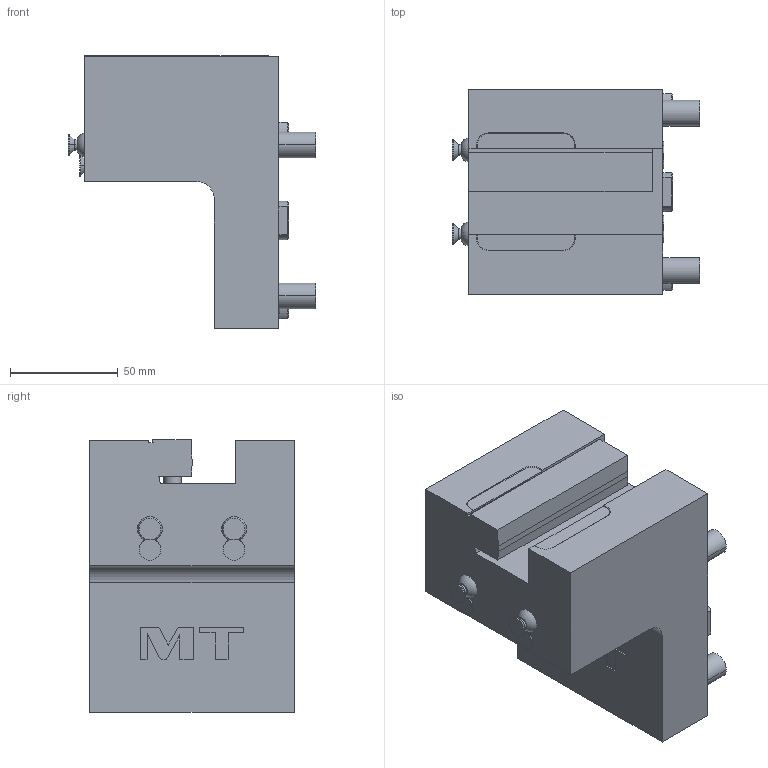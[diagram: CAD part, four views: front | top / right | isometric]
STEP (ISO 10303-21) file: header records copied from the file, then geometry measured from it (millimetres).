
FILE_DESCRIPTION((''),'2;1');
FILE_NAME('DWO4202010_CONF','2026-03-04T10:10:53',('fpalella'),('M.T. srl'),'CREO PARAMETRIC BY PTC INC, 2023352','CREO PARAMETRIC BY PTC INC, 2023352','');
FILE_SCHEMA(('CONFIG_CONTROL_DESIGN'));
Length unit declared in the file: millimetre
Products named in the file (1): DWO4202010_CONF
Bounding box: 114.55 x 95 x 126.42 mm (x, y, z)
Volume: 661120.1 mm3; surface area: 65261.4 mm2
Topology: 1 solids, 1 shells, 153 faces, 377 edges, 244 vertices
Faces by surface type: plane 88, cylinder 37, cone 20, torus 4, extrusion 2, sphere 2
Entity records: 4700 total; most frequent: CARTESIAN_POINT 963, DIRECTION 767, ORIENTED_EDGE 754, EDGE_CURVE 377, AXIS2_PLACEMENT_3D 265, VERTEX_POINT 244, VECTOR 237, LINE 235
